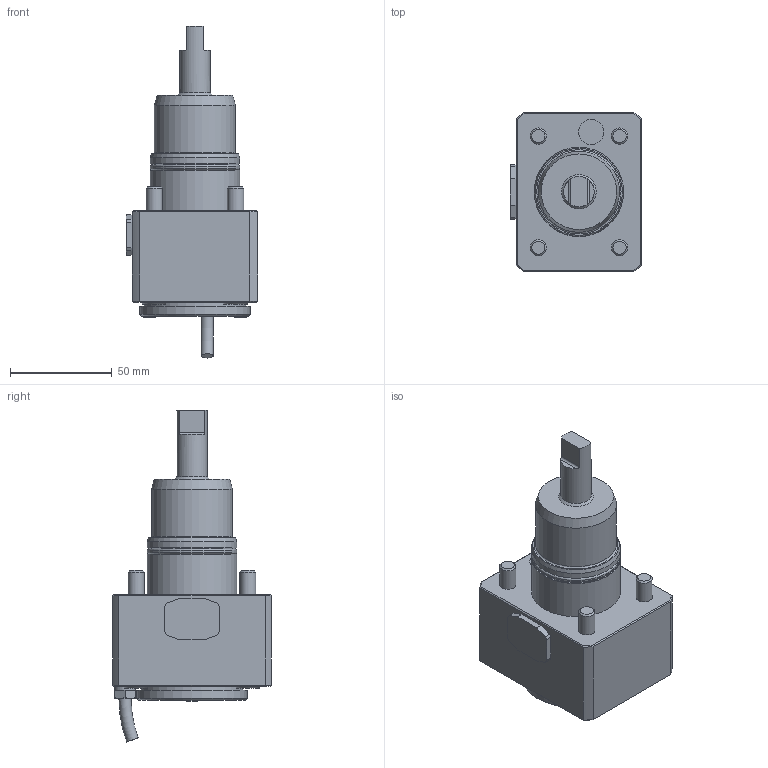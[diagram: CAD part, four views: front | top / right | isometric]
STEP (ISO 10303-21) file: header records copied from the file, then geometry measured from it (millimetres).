
FILE_DESCRIPTION(/* description */ (''),/* implementation_level */ '2;1');
FILE_NAME(/* name */ '1612447942329.stp',/* time_stamp */ '2021-02-04T19:42:36+05:00',/* author */ (''),/* organization */ ('SMS'),/* preprocessor_version */ 'ST-DEVELOPER v16.7',/* originating_system */ 'SIEMENS PLM Software NX 12.0',/* authorisation */ '');
FILE_SCHEMA (('AUTOMOTIVE_DESIGN { 1 0 10303 214 3 1 1 1 }'));
Length unit declared in the file: millimetre
Products named in the file (1): 203357517mod000_00
Bounding box: 64.9 x 78 x 163.53 mm (x, y, z)
Volume: 311226.7 mm3; surface area: 36676.1 mm2
Topology: 1 solids, 1 shells, 133 faces, 288 edges, 188 vertices
Faces by surface type: plane 66, cylinder 36, cone 26, torus 4, bspline 1
Full cylindrical faces by diameter (mm): 2 x1, 3.497 x2, 5.794 x2, 5.994 x1, 7.992 x4, 9.99 x1, 12.388 x1, 12.987 x4, 15 x1, 34.809 x1, 39.8 x1, 39.9 x1, 43.9 x1, 43.956 x1, 44 x1, 49.95 x1, 51.948 x1, 54.346 x1
Entity records: 3609 total; most frequent: CARTESIAN_POINT 904, DIRECTION 562, ORIENTED_EDGE 460, AXIS2_PLACEMENT_3D 241, EDGE_CURVE 230, EDGE_LOOP 204, VERTEX_POINT 170, ADVANCED_FACE 133
